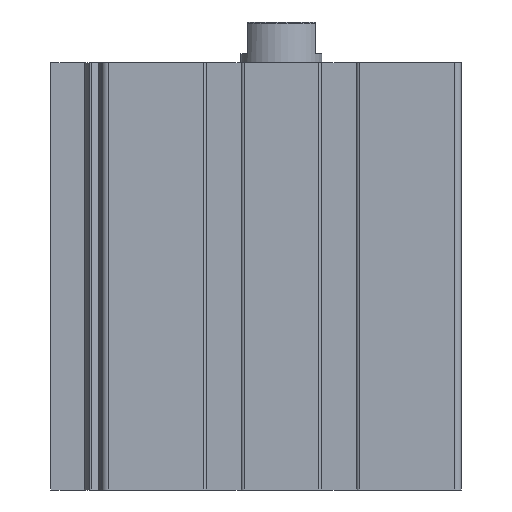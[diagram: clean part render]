
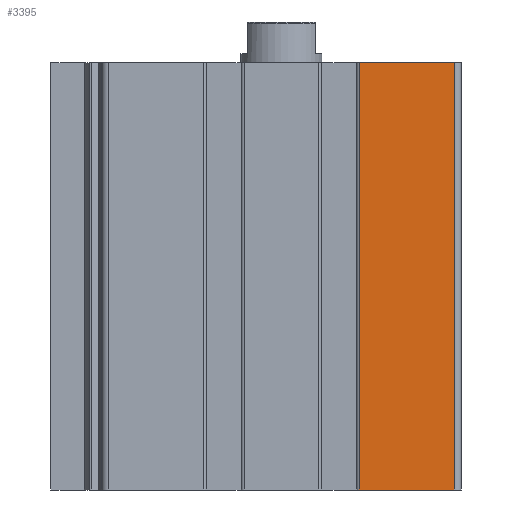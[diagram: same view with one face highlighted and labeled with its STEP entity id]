
A CAD part, left-side view. The second image highlights one B-rep face of the part: STEP entity #3395.
In plain terms, the highlighted planar face has unit normal (-1, 0, 0).
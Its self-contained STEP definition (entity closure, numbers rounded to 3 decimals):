
#49=LINE('',#5191,#325);
#50=LINE('',#5194,#326);
#51=LINE('',#5196,#327);
#52=LINE('',#5198,#328);
#325=VECTOR('',#4075,1000.);
#326=VECTOR('',#4076,1000.);
#327=VECTOR('',#4077,1000.);
#328=VECTOR('',#4078,1000.);
#601=PLANE('',#3637);
#705=ORIENTED_EDGE('',*,*,#1689,.F.);
#706=ORIENTED_EDGE('',*,*,#1690,.F.);
#707=ORIENTED_EDGE('',*,*,#1691,.T.);
#708=ORIENTED_EDGE('',*,*,#1692,.T.);
#1689=EDGE_CURVE('',#2181,#2182,#49,.T.);
#1690=EDGE_CURVE('',#2183,#2181,#50,.T.);
#1691=EDGE_CURVE('',#2183,#2184,#51,.T.);
#1692=EDGE_CURVE('',#2184,#2182,#52,.T.);
#2181=VERTEX_POINT('',#5192);
#2182=VERTEX_POINT('',#5193);
#2183=VERTEX_POINT('',#5195);
#2184=VERTEX_POINT('',#5197);
#2744=EDGE_LOOP('',(#705,#706,#707,#708));
#3022=FACE_BOUND('',#2744,.T.);
#3395=ADVANCED_FACE('',(#3022),#601,.T.);
#3637=AXIS2_PLACEMENT_3D('',#5190,#4073,#4074);
#4073=DIRECTION('',(-1.,0.,0.));
#4074=DIRECTION('',(0.,0.,1.));
#4075=DIRECTION('',(0.,-1.,0.));
#4076=DIRECTION('',(0.,0.,1.));
#4077=DIRECTION('',(0.,-1.,0.));
#4078=DIRECTION('',(0.,0.,1.));
#5190=CARTESIAN_POINT('',(-26.5,-11.5,-63.));
#5191=CARTESIAN_POINT('',(-26.5,-11.5,0.));
#5192=CARTESIAN_POINT('',(-26.5,-11.5,0.));
#5193=CARTESIAN_POINT('',(-26.5,-25.5,0.));
#5194=CARTESIAN_POINT('',(-26.5,-11.5,-63.));
#5195=CARTESIAN_POINT('',(-26.5,-11.5,-63.));
#5196=CARTESIAN_POINT('',(-26.5,-11.5,-63.));
#5197=CARTESIAN_POINT('',(-26.5,-25.5,-63.));
#5198=CARTESIAN_POINT('',(-26.5,-25.5,-63.));
